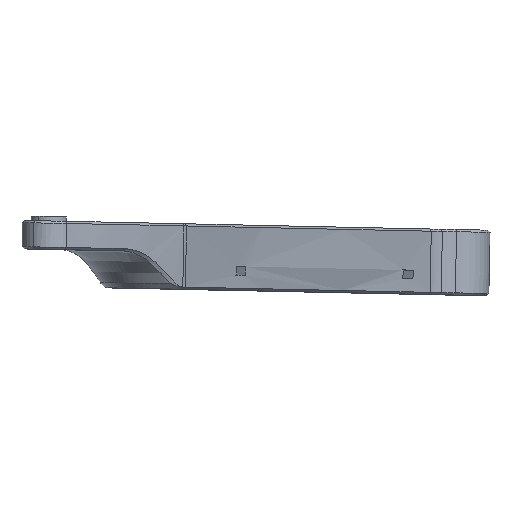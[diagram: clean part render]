
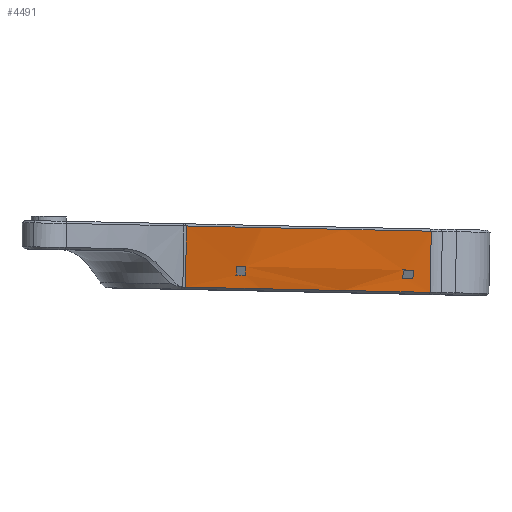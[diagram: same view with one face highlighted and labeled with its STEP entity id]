
A CAD part, top view. The second image highlights one B-rep face of the part: STEP entity #4491.
In plain terms, the highlighted cylindrical face has radius 800 mm (diameter 1600 mm), a partial arc.
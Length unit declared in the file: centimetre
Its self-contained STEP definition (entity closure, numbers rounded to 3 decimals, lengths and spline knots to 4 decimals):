
#24 = DIRECTION ( 'NONE',  ( 0.019, 1., 0. ) ) ;
#42 = CARTESIAN_POINT ( 'NONE',  ( 19.6939, 16.5883, 16.4027 ) ) ;
#163 = CARTESIAN_POINT ( 'NONE',  ( 89.0308, 14.7954, 56.2703 ) ) ;
#183 = CARTESIAN_POINT ( 'NONE',  ( 19.8845, 16.0347, 16.0553 ) ) ;
#193 = VECTOR ( 'NONE', #3564, 100. ) ;
#245 = CARTESIAN_POINT ( 'NONE',  ( 89.0401, 15.2953, 56.2703 ) ) ;
#264 = CARTESIAN_POINT ( 'NONE',  ( 89.0569, 16.1951, 56.2703 ) ) ;
#383 = EDGE_LOOP ( 'NONE', ( #3332, #1051, #2784, #3683 ) ) ;
#415 = VERTEX_POINT ( 'NONE', #3281 ) ;
#501 = DIRECTION ( 'NONE',  ( 0.881, -0.016, 0.472 ) ) ;
#503 = DIRECTION ( 'NONE',  ( -0.019, -1., 0. ) ) ;
#522 = CARTESIAN_POINT ( 'NONE',  ( 19.6836, 16.0384, 16.4027 ) ) ;
#571 = EDGE_CURVE ( 'NONE', #1771, #3934, #3328, .T. ) ;
#594 = DIRECTION ( 'NONE',  ( 0.019, 1., 0. ) ) ;
#716 = CARTESIAN_POINT ( 'NONE',  ( 19.8947, 16.5846, 16.0553 ) ) ;
#756 = ORIENTED_EDGE ( 'NONE', *, *, #3516, .F. ) ;
#812 = CIRCLE ( 'NONE', #3392, 80. ) ;
#821 = CIRCLE ( 'NONE', #1124, 80. ) ;
#878 = VERTEX_POINT ( 'NONE', #42 ) ;
#944 = VERTEX_POINT ( 'NONE', #1866 ) ;
#1051 = ORIENTED_EDGE ( 'NONE', *, *, #571, .T. ) ;
#1059 = CARTESIAN_POINT ( 'NONE',  ( 23.5043, 16.5173, 10.4057 ) ) ;
#1096 = VERTEX_POINT ( 'NONE', #3384 ) ;
#1124 = AXIS2_PLACEMENT_3D ( 'NONE', #2069, #2457, #3481 ) ;
#1258 = VECTOR ( 'NONE', #2963, 100. ) ;
#1305 = CARTESIAN_POINT ( 'NONE',  ( 89.0299, 14.7454, 56.2703 ) ) ;
#1362 = DIRECTION ( 'NONE',  ( -0.881, 0.016, -0.472 ) ) ;
#1419 = EDGE_LOOP ( 'NONE', ( #3849, #3539, #2122, #756 ) ) ;
#1422 = CARTESIAN_POINT ( 'NONE',  ( 23.7344, 16.513, 10.0785 ) ) ;
#1525 = EDGE_CURVE ( 'NONE', #2684, #1771, #3058, .T. ) ;
#1553 = AXIS2_PLACEMENT_3D ( 'NONE', #163, #4524, #1362 ) ;
#1573 = CARTESIAN_POINT ( 'NONE',  ( 23.7307, 16.313, 10.0785 ) ) ;
#1609 = LINE ( 'NONE', #522, #3221 ) ;
#1672 = VECTOR ( 'NONE', #2603, 100. ) ;
#1751 = CARTESIAN_POINT ( 'NONE',  ( 24.1489, 17.4054, 9.5211 ) ) ;
#1771 = VERTEX_POINT ( 'NONE', #1422 ) ;
#1776 = EDGE_CURVE ( 'NONE', #415, #944, #3402, .T. ) ;
#1858 = EDGE_CURVE ( 'NONE', #3934, #2027, #821, .T. ) ;
#1866 = CARTESIAN_POINT ( 'NONE',  ( 19.6902, 16.3884, 16.4027 ) ) ;
#1898 = CARTESIAN_POINT ( 'NONE',  ( 23.494, 15.9674, 10.4057 ) ) ;
#1949 = DIRECTION ( 'NONE',  ( -0.019, -1., 0. ) ) ;
#1956 = AXIS2_PLACEMENT_3D ( 'NONE', #4118, #1949, #3353 ) ;
#1957 = ORIENTED_EDGE ( 'NONE', *, *, #3532, .T. ) ;
#2005 = DIRECTION ( 'NONE',  ( -0.881, 0.016, -0.472 ) ) ;
#2027 = VERTEX_POINT ( 'NONE', #2525 ) ;
#2069 = CARTESIAN_POINT ( 'NONE',  ( 89.0364, 15.0953, 56.2703 ) ) ;
#2086 = EDGE_CURVE ( 'NONE', #2303, #415, #3820, .T. ) ;
#2122 = ORIENTED_EDGE ( 'NONE', *, *, #2200, .F. ) ;
#2200 = EDGE_CURVE ( 'NONE', #4489, #1096, #3553, .T. ) ;
#2243 = LINE ( 'NONE', #3299, #1672 ) ;
#2303 = VERTEX_POINT ( 'NONE', #716 ) ;
#2346 = AXIS2_PLACEMENT_3D ( 'NONE', #1305, #594, #501 ) ;
#2433 = ORIENTED_EDGE ( 'NONE', *, *, #3191, .T. ) ;
#2436 = DIRECTION ( 'NONE',  ( 0.881, -0.016, 0.472 ) ) ;
#2457 = DIRECTION ( 'NONE',  ( 0.019, 1., 0. ) ) ;
#2525 = CARTESIAN_POINT ( 'NONE',  ( 23.5006, 16.3173, 10.4057 ) ) ;
#2547 = EDGE_CURVE ( 'NONE', #3089, #4530, #812, .T. ) ;
#2583 = CARTESIAN_POINT ( 'NONE',  ( 18.547, 17.5099, 18.4996 ) ) ;
#2603 = DIRECTION ( 'NONE',  ( 0.019, 1., 0. ) ) ;
#2607 = DIRECTION ( 'NONE',  ( -0.019, -1., 0. ) ) ;
#2684 = VERTEX_POINT ( 'NONE', #1059 ) ;
#2784 = ORIENTED_EDGE ( 'NONE', *, *, #1858, .T. ) ;
#2809 = AXIS2_PLACEMENT_3D ( 'NONE', #3206, #24, #2436 ) ;
#2822 = ORIENTED_EDGE ( 'NONE', *, *, #2086, .T. ) ;
#2879 = EDGE_LOOP ( 'NONE', ( #2433, #2822, #3715, #1957 ) ) ;
#2902 = CIRCLE ( 'NONE', #3788, 80. ) ;
#2927 = VECTOR ( 'NONE', #2607, 100. ) ;
#2932 = LINE ( 'NONE', #1898, #193 ) ;
#2948 = DIRECTION ( 'NONE',  ( 0.019, 1., 0. ) ) ;
#2963 = DIRECTION ( 'NONE',  ( -0.019, -1., 0. ) ) ;
#2974 = CARTESIAN_POINT ( 'NONE',  ( 24.1228, 16.0057, 9.5211 ) ) ;
#3058 = CIRCLE ( 'NONE', #1956, 80. ) ;
#3089 = VERTEX_POINT ( 'NONE', #2583 ) ;
#3191 = EDGE_CURVE ( 'NONE', #878, #2303, #2902, .T. ) ;
#3206 = CARTESIAN_POINT ( 'NONE',  ( 89.0364, 15.0953, 56.2703 ) ) ;
#3221 = VECTOR ( 'NONE', #2948, 100. ) ;
#3281 = CARTESIAN_POINT ( 'NONE',  ( 19.891, 16.3846, 16.0553 ) ) ;
#3299 = CARTESIAN_POINT ( 'NONE',  ( 18.52, 16.0601, 18.4996 ) ) ;
#3328 = LINE ( 'NONE', #3662, #2927 ) ;
#3332 = ORIENTED_EDGE ( 'NONE', *, *, #1525, .T. ) ;
#3342 = DIRECTION ( 'NONE',  ( -0.019, -1., 0. ) ) ;
#3353 = DIRECTION ( 'NONE',  ( 0.881, -0.016, 0.472 ) ) ;
#3384 = CARTESIAN_POINT ( 'NONE',  ( 18.5209, 16.1101, 18.4996 ) ) ;
#3392 = AXIS2_PLACEMENT_3D ( 'NONE', #264, #3790, #2005 ) ;
#3402 = CIRCLE ( 'NONE', #2809, 80. ) ;
#3411 = FACE_BOUND ( 'NONE', #2879, .T. ) ;
#3481 = DIRECTION ( 'NONE',  ( 0.881, -0.016, 0.472 ) ) ;
#3516 = EDGE_CURVE ( 'NONE', #4530, #4489, #4105, .T. ) ;
#3532 = EDGE_CURVE ( 'NONE', #944, #878, #1609, .T. ) ;
#3539 = ORIENTED_EDGE ( 'NONE', *, *, #4286, .F. ) ;
#3553 = CIRCLE ( 'NONE', #1553, 80. ) ;
#3564 = DIRECTION ( 'NONE',  ( 0.019, 1., 0. ) ) ;
#3662 = CARTESIAN_POINT ( 'NONE',  ( 23.7241, 15.9631, 10.0785 ) ) ;
#3683 = ORIENTED_EDGE ( 'NONE', *, *, #4291, .T. ) ;
#3715 = ORIENTED_EDGE ( 'NONE', *, *, #1776, .T. ) ;
#3744 = CARTESIAN_POINT ( 'NONE',  ( 24.1358, 16.7055, 9.5211 ) ) ;
#3765 = FACE_OUTER_BOUND ( 'NONE', #1419, .T. ) ;
#3788 = AXIS2_PLACEMENT_3D ( 'NONE', #245, #503, #4474 ) ;
#3790 = DIRECTION ( 'NONE',  ( -0.019, -1., 0. ) ) ;
#3820 = LINE ( 'NONE', #183, #1258 ) ;
#3849 = ORIENTED_EDGE ( 'NONE', *, *, #2547, .F. ) ;
#3934 = VERTEX_POINT ( 'NONE', #1573 ) ;
#4041 = FACE_BOUND ( 'NONE', #383, .T. ) ;
#4105 = LINE ( 'NONE', #3744, #4396 ) ;
#4118 = CARTESIAN_POINT ( 'NONE',  ( 89.0401, 15.2953, 56.2703 ) ) ;
#4286 = EDGE_CURVE ( 'NONE', #1096, #3089, #2243, .T. ) ;
#4291 = EDGE_CURVE ( 'NONE', #2027, #2684, #2932, .T. ) ;
#4396 = VECTOR ( 'NONE', #3342, 100. ) ;
#4470 = CYLINDRICAL_SURFACE ( 'NONE', #2346, 80. ) ;
#4474 = DIRECTION ( 'NONE',  ( 0.881, -0.016, 0.472 ) ) ;
#4489 = VERTEX_POINT ( 'NONE', #2974 ) ;
#4491 = ADVANCED_FACE ( 'NONE', ( #4041, #3411, #3765 ), #4470, .F. ) ;
#4524 = DIRECTION ( 'NONE',  ( 0.019, 1., 0. ) ) ;
#4530 = VERTEX_POINT ( 'NONE', #1751 ) ;
